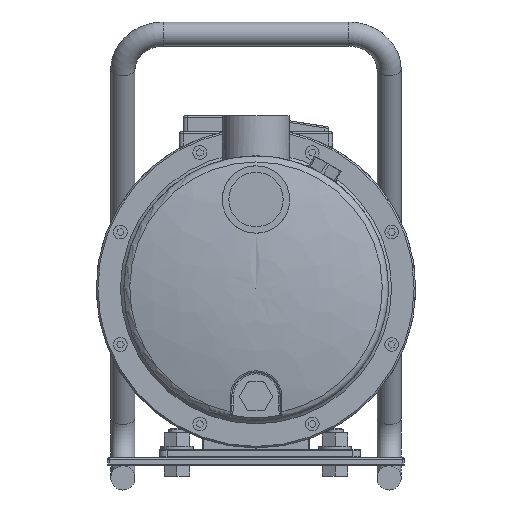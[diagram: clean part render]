
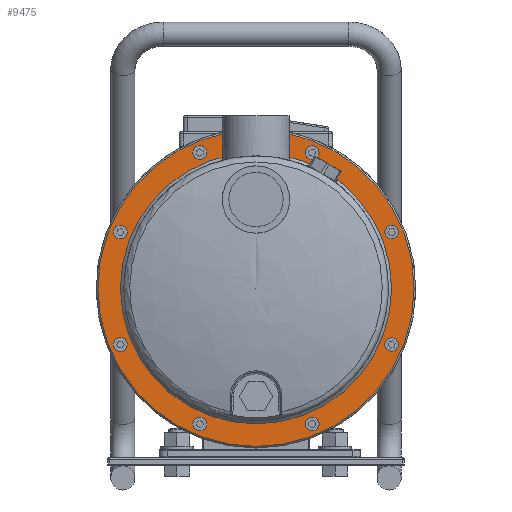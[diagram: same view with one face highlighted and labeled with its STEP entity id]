
A CAD part, left-side view. The second image highlights one B-rep face of the part: STEP entity #9475.
In plain terms, the highlighted planar face has unit normal (-1, 0, 0).
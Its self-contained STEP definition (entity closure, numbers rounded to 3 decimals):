
#2179=FACE_BOUND($,#2989,.T.);
#2180=FACE_BOUND($,#2990,.T.);
#2181=FACE_BOUND($,#2991,.T.);
#2182=FACE_BOUND($,#2992,.T.);
#2183=FACE_BOUND($,#2993,.T.);
#2184=FACE_BOUND($,#2994,.T.);
#2185=FACE_BOUND($,#2995,.T.);
#2186=FACE_BOUND($,#2996,.T.);
#2187=FACE_BOUND($,#2997,.T.);
#2374=FACE_OUTER_BOUND($,#2988,.T.);
#2988=EDGE_LOOP($,(#6785));
#2989=EDGE_LOOP($,(#6786));
#2990=EDGE_LOOP($,(#6787));
#2991=EDGE_LOOP($,(#6788));
#2992=EDGE_LOOP($,(#6789));
#2993=EDGE_LOOP($,(#6790));
#2994=EDGE_LOOP($,(#6791));
#2995=EDGE_LOOP($,(#6792));
#2996=EDGE_LOOP($,(#6793));
#2997=EDGE_LOOP($,(#6794));
#3520=CIRCLE($,#10025,4.25);
#3522=CIRCLE($,#10029,4.25);
#3524=CIRCLE($,#10033,4.25);
#3526=CIRCLE($,#10037,4.25);
#3528=CIRCLE($,#10041,4.25);
#3530=CIRCLE($,#10045,4.25);
#3532=CIRCLE($,#10049,4.25);
#3563=CIRCLE($,#10121,4.25);
#3569=CIRCLE($,#10134,84.);
#3573=CIRCLE($,#10142,98.);
#4022=VERTEX_POINT($,#14062);
#4024=VERTEX_POINT($,#14068);
#4026=VERTEX_POINT($,#14074);
#4028=VERTEX_POINT($,#14080);
#4030=VERTEX_POINT($,#14086);
#4032=VERTEX_POINT($,#14092);
#4034=VERTEX_POINT($,#14098);
#4102=VERTEX_POINT($,#15204);
#4108=VERTEX_POINT($,#15223);
#4112=VERTEX_POINT($,#15235);
#4979=EDGE_CURVE($,#4022,#4022,#3520,.T.);
#4981=EDGE_CURVE($,#4024,#4024,#3522,.T.);
#4983=EDGE_CURVE($,#4026,#4026,#3524,.T.);
#4985=EDGE_CURVE($,#4028,#4028,#3526,.T.);
#4987=EDGE_CURVE($,#4030,#4030,#3528,.T.);
#4989=EDGE_CURVE($,#4032,#4032,#3530,.T.);
#4991=EDGE_CURVE($,#4034,#4034,#3532,.T.);
#5106=EDGE_CURVE($,#4102,#4102,#3563,.T.);
#5112=EDGE_CURVE($,#4108,#4108,#3569,.T.);
#5116=EDGE_CURVE($,#4112,#4112,#3573,.T.);
#6785=ORIENTED_EDGE($,*,*,#5116,.F.);
#6786=ORIENTED_EDGE($,*,*,#4979,.T.);
#6787=ORIENTED_EDGE($,*,*,#4981,.T.);
#6788=ORIENTED_EDGE($,*,*,#4983,.T.);
#6789=ORIENTED_EDGE($,*,*,#4985,.T.);
#6790=ORIENTED_EDGE($,*,*,#4987,.T.);
#6791=ORIENTED_EDGE($,*,*,#4989,.T.);
#6792=ORIENTED_EDGE($,*,*,#4991,.T.);
#6793=ORIENTED_EDGE($,*,*,#5106,.T.);
#6794=ORIENTED_EDGE($,*,*,#5112,.T.);
#9091=PLANE($,#10143);
#9475=ADVANCED_FACE($,(#2374,#2179,#2180,#2181,#2182,#2183,#2184,#2185,
#2186,#2187),#9091,.T.);
#10025=AXIS2_PLACEMENT_3D($,#14063,#11201,#11202);
#10029=AXIS2_PLACEMENT_3D($,#14069,#11209,#11210);
#10033=AXIS2_PLACEMENT_3D($,#14075,#11217,#11218);
#10037=AXIS2_PLACEMENT_3D($,#14081,#11225,#11226);
#10041=AXIS2_PLACEMENT_3D($,#14087,#11233,#11234);
#10045=AXIS2_PLACEMENT_3D($,#14093,#11241,#11242);
#10049=AXIS2_PLACEMENT_3D($,#14099,#11249,#11250);
#10121=AXIS2_PLACEMENT_3D($,#15205,#11453,#11454);
#10134=AXIS2_PLACEMENT_3D($,#15224,#11479,#11480);
#10142=AXIS2_PLACEMENT_3D($,#15236,#11495,#11496);
#10143=AXIS2_PLACEMENT_3D($,#15237,#11497,#11498);
#11201=DIRECTION('center_axis',(1.,0.,0.));
#11202=DIRECTION('ref_axis',(0.,-0.707,-0.707));
#11209=DIRECTION('center_axis',(1.,0.,0.));
#11210=DIRECTION('ref_axis',(0.,-1.,0.));
#11217=DIRECTION('center_axis',(1.,0.,0.));
#11218=DIRECTION('ref_axis',(0.,-0.707,0.707));
#11225=DIRECTION('center_axis',(1.,0.,0.));
#11226=DIRECTION('ref_axis',(0.,0.,1.));
#11233=DIRECTION('center_axis',(1.,0.,0.));
#11234=DIRECTION('ref_axis',(0.,0.707,0.707));
#11241=DIRECTION('center_axis',(1.,0.,0.));
#11242=DIRECTION('ref_axis',(0.,1.,0.));
#11249=DIRECTION('center_axis',(1.,0.,0.));
#11250=DIRECTION('ref_axis',(0.,0.707,-0.707));
#11453=DIRECTION('center_axis',(1.,0.,0.));
#11454=DIRECTION('ref_axis',(0.,0.,-1.));
#11479=DIRECTION('center_axis',(1.,0.,0.));
#11480=DIRECTION('ref_axis',(0.,1.,0.));
#11495=DIRECTION('center_axis',(1.,0.,0.));
#11496=DIRECTION('ref_axis',(0.,-1.,0.));
#11497=DIRECTION('center_axis',(-1.,0.,0.));
#11498=DIRECTION('ref_axis',(0.,0.,1.));
#14062=CARTESIAN_POINT('',(89.,87.078,93.181));
#14063=CARTESIAN_POINT('Origin',(89.,84.073,90.176));
#14068=CARTESIAN_POINT('',(89.,39.074,40.927));
#14069=CARTESIAN_POINT('Origin',(89.,34.824,40.927));
#14074=CARTESIAN_POINT('',(89.,-31.819,37.922));
#14075=CARTESIAN_POINT('Origin',(89.,-34.824,40.927));
#14080=CARTESIAN_POINT('',(89.,-84.073,85.926));
#14081=CARTESIAN_POINT('Origin',(89.,-84.073,90.176));
#14086=CARTESIAN_POINT('',(89.,-87.078,156.819));
#14087=CARTESIAN_POINT('Origin',(89.,-84.073,159.824));
#14092=CARTESIAN_POINT('',(89.,-39.074,209.073));
#14093=CARTESIAN_POINT('Origin',(89.,-34.824,209.073));
#14098=CARTESIAN_POINT('',(89.,31.819,212.078));
#14099=CARTESIAN_POINT('Origin',(89.,34.824,209.073));
#15204=CARTESIAN_POINT('',(89.,84.073,164.074));
#15205=CARTESIAN_POINT('Origin',(89.,84.073,159.824));
#15223=CARTESIAN_POINT('',(89.,84.,125.));
#15224=CARTESIAN_POINT('Origin',(89.,0.,
125.));
#15235=CARTESIAN_POINT('',(89.,98.,125.));
#15236=CARTESIAN_POINT('Origin',(89.,0.,
125.));
#15237=CARTESIAN_POINT('Origin',(89.,91.5,125.));
